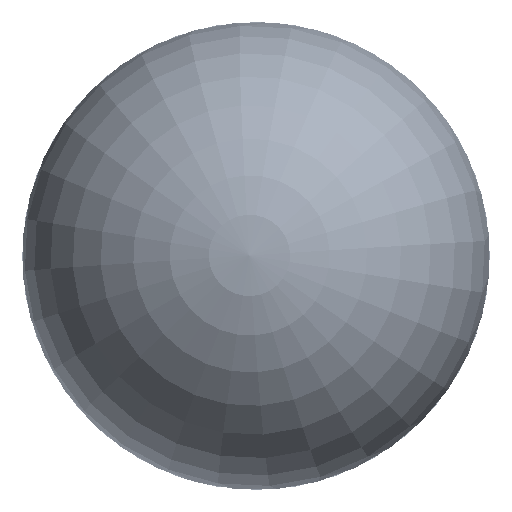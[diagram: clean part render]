
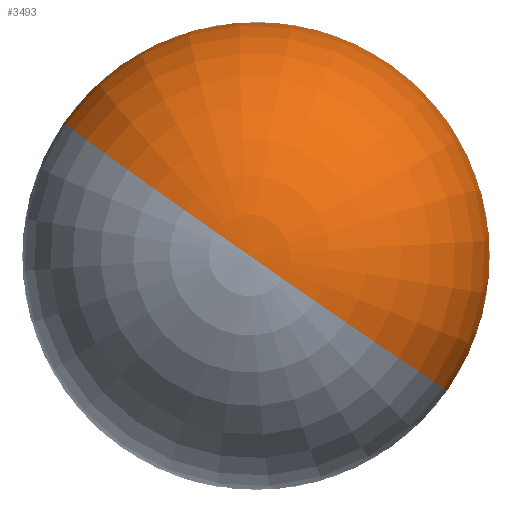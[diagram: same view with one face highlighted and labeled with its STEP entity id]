
A CAD part, front view. The second image highlights one B-rep face of the part: STEP entity #3493.
In plain terms, the highlighted toroidal (fillet/blend) face has major radius 1.112 mm and minor radius 251.112 mm.
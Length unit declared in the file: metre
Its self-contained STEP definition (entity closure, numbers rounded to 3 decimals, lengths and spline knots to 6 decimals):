
#6 = DIRECTION ( 'NONE',  ( -1., 0., 0. ) ) ;
#1522 = CARTESIAN_POINT ( 'NONE',  ( 0., 0.251109, 0. ) ) ;
#2242 = CARTESIAN_POINT ( 'NONE',  ( 0., 0.251109, 0.25 ) ) ;
#2717 = CARTESIAN_POINT ( 'NONE',  ( 0., 0.251109, -0.001112 ) ) ;
#2856 = ORIENTED_EDGE ( 'NONE', *, *, #9055, .F. ) ;
#2880 = AXIS2_PLACEMENT_3D ( 'NONE', #8243, #4074, #8363 ) ;
#3141 = ORIENTED_EDGE ( 'NONE', *, *, #7191, .F. ) ;
#3284 = VERTEX_POINT ( 'NONE', #3777 ) ;
#3493 = ADVANCED_FACE ( 'NONE', ( #4975 ), #5403, .T. ) ;
#3777 = CARTESIAN_POINT ( 'NONE',  ( 0., 0.251109, -0.25 ) ) ;
#3839 = EDGE_CURVE ( 'NONE', #7255, #3284, #5947, .T. ) ;
#4074 = DIRECTION ( 'NONE',  ( 0., 1., 0. ) ) ;
#4290 = VERTEX_POINT ( 'NONE', #2242 ) ;
#4975 = FACE_OUTER_BOUND ( 'NONE', #8894, .T. ) ;
#5403 = TOROIDAL_SURFACE ( 'NONE', #6855, -0.001112, 0.251112 ) ;
#5947 = CIRCLE ( 'NONE', #8132, 0.251112 ) ;
#6855 = AXIS2_PLACEMENT_3D ( 'NONE', #1522, #11067, #8454 ) ;
#7191 = EDGE_CURVE ( 'NONE', #7255, #4290, #7611, .T. ) ;
#7255 = VERTEX_POINT ( 'NONE', #8080 ) ;
#7336 = ORIENTED_EDGE ( 'NONE', *, *, #3839, .T. ) ;
#7611 = CIRCLE ( 'NONE', #8712, 0.251112 ) ;
#7989 = CIRCLE ( 'NONE', #2880, 0.25 ) ;
#8080 = CARTESIAN_POINT ( 'NONE',  ( 0., 0., 0. ) ) ;
#8132 = AXIS2_PLACEMENT_3D ( 'NONE', #10824, #11037, #9970 ) ;
#8243 = CARTESIAN_POINT ( 'NONE',  ( 0., 0.251109, 0. ) ) ;
#8363 = DIRECTION ( 'NONE',  ( 0., 0., 1. ) ) ;
#8454 = DIRECTION ( 'NONE',  ( 0., 0., 1. ) ) ;
#8712 = AXIS2_PLACEMENT_3D ( 'NONE', #2717, #6, #10634 ) ;
#8894 = EDGE_LOOP ( 'NONE', ( #3141, #7336, #2856 ) ) ;
#9055 = EDGE_CURVE ( 'NONE', #4290, #3284, #7989, .T. ) ;
#9970 = DIRECTION ( 'NONE',  ( 0., 0., -1. ) ) ;
#10634 = DIRECTION ( 'NONE',  ( 0., 0., 1. ) ) ;
#10824 = CARTESIAN_POINT ( 'NONE',  ( 0., 0.251109, 0.001112 ) ) ;
#11037 = DIRECTION ( 'NONE',  ( 1., 0., 0. ) ) ;
#11067 = DIRECTION ( 'NONE',  ( 0., 1., 0. ) ) ;
